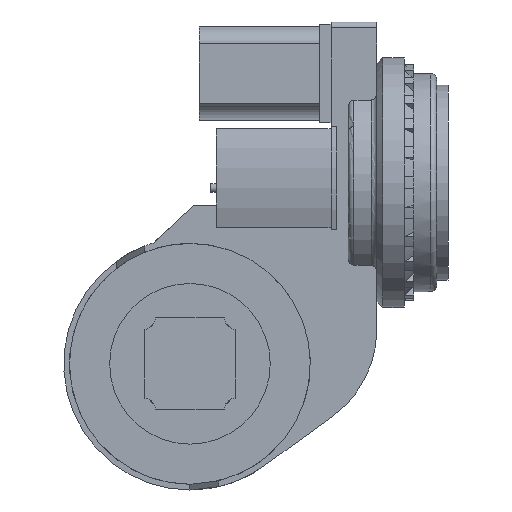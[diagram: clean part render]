
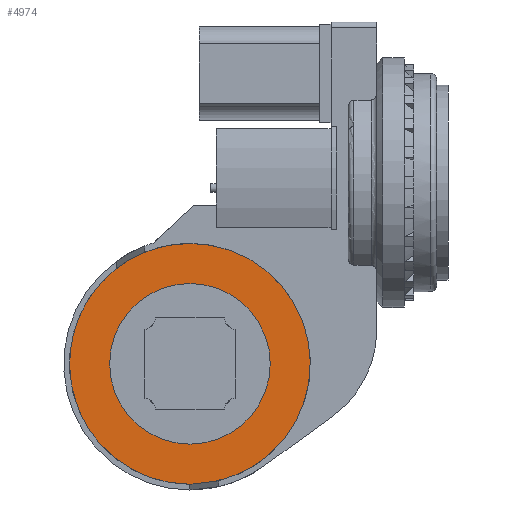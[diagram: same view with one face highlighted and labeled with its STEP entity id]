
A CAD part, left-side view. The second image highlights one B-rep face of the part: STEP entity #4974.
In plain terms, the highlighted planar face has unit normal (-1, 0, 0).
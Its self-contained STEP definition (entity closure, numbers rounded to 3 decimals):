
#98 = CIRCLE ( 'NONE', #2491, 105. ) ;
#137 = DIRECTION ( 'NONE',  ( -1., 0., 0. ) ) ;
#144 = CARTESIAN_POINT ( 'NONE',  ( -18., 225., -158. ) ) ;
#216 = CIRCLE ( 'NONE', #6176, 70. ) ;
#255 = VERTEX_POINT ( 'NONE', #4782 ) ;
#322 = AXIS2_PLACEMENT_3D ( 'NONE', #3633, #137, #4197 ) ;
#480 = DIRECTION ( 'NONE',  ( 0., 0., 1. ) ) ;
#608 = ORIENTED_EDGE ( 'NONE', *, *, #3456, .F. ) ;
#734 = DIRECTION ( 'NONE',  ( 0., 0., 1. ) ) ;
#980 = CARTESIAN_POINT ( 'NONE',  ( -18., 225., -158. ) ) ;
#1470 = DIRECTION ( 'NONE',  ( 0., 0., 1. ) ) ;
#1559 = DIRECTION ( 'NONE',  ( 0., 0., 1. ) ) ;
#1701 = CARTESIAN_POINT ( 'NONE',  ( -18., 225., -88. ) ) ;
#1871 = ORIENTED_EDGE ( 'NONE', *, *, #5572, .T. ) ;
#2491 = AXIS2_PLACEMENT_3D ( 'NONE', #980, #4993, #1559 ) ;
#2696 = ORIENTED_EDGE ( 'NONE', *, *, #4622, .F. ) ;
#2722 = VERTEX_POINT ( 'NONE', #1701 ) ;
#2861 = AXIS2_PLACEMENT_3D ( 'NONE', #7377, #3963, #480 ) ;
#3110 = ORIENTED_EDGE ( 'NONE', *, *, #3849, .T. ) ;
#3271 = VERTEX_POINT ( 'NONE', #4007 ) ;
#3364 = CARTESIAN_POINT ( 'NONE',  ( -18., 225., -228. ) ) ;
#3413 = CIRCLE ( 'NONE', #322, 70. ) ;
#3456 = EDGE_CURVE ( 'NONE', #5963, #2722, #216, .T. ) ;
#3633 = CARTESIAN_POINT ( 'NONE',  ( -18., 225., -158. ) ) ;
#3849 = EDGE_CURVE ( 'NONE', #255, #3271, #5183, .T. ) ;
#3963 = DIRECTION ( 'NONE',  ( -1., 0., 0. ) ) ;
#4007 = CARTESIAN_POINT ( 'NONE',  ( -18., 225., -263. ) ) ;
#4197 = DIRECTION ( 'NONE',  ( 0., 0., 1. ) ) ;
#4202 = DIRECTION ( 'NONE',  ( -1., 0., 0. ) ) ;
#4572 = EDGE_LOOP ( 'NONE', ( #608, #2696 ) ) ;
#4622 = EDGE_CURVE ( 'NONE', #2722, #5963, #3413, .T. ) ;
#4782 = CARTESIAN_POINT ( 'NONE',  ( -18., 225., -53. ) ) ;
#4802 = AXIS2_PLACEMENT_3D ( 'NONE', #7205, #4904, #1470 ) ;
#4904 = DIRECTION ( 'NONE',  ( -1., 0., 0. ) ) ;
#4974 = ADVANCED_FACE ( 'NONE', ( #5718, #7091 ), #6029, .T. ) ;
#4993 = DIRECTION ( 'NONE',  ( -1., 0., 0. ) ) ;
#5183 = CIRCLE ( 'NONE', #2861, 105. ) ;
#5572 = EDGE_CURVE ( 'NONE', #3271, #255, #98, .T. ) ;
#5718 = FACE_OUTER_BOUND ( 'NONE', #5730, .T. ) ;
#5730 = EDGE_LOOP ( 'NONE', ( #3110, #1871 ) ) ;
#5963 = VERTEX_POINT ( 'NONE', #3364 ) ;
#6029 = PLANE ( 'NONE',  #4802 ) ;
#6176 = AXIS2_PLACEMENT_3D ( 'NONE', #144, #4202, #734 ) ;
#7091 = FACE_BOUND ( 'NONE', #4572, .T. ) ;
#7205 = CARTESIAN_POINT ( 'NONE',  ( -18., 225., -158. ) ) ;
#7377 = CARTESIAN_POINT ( 'NONE',  ( -18., 225., -158. ) ) ;
